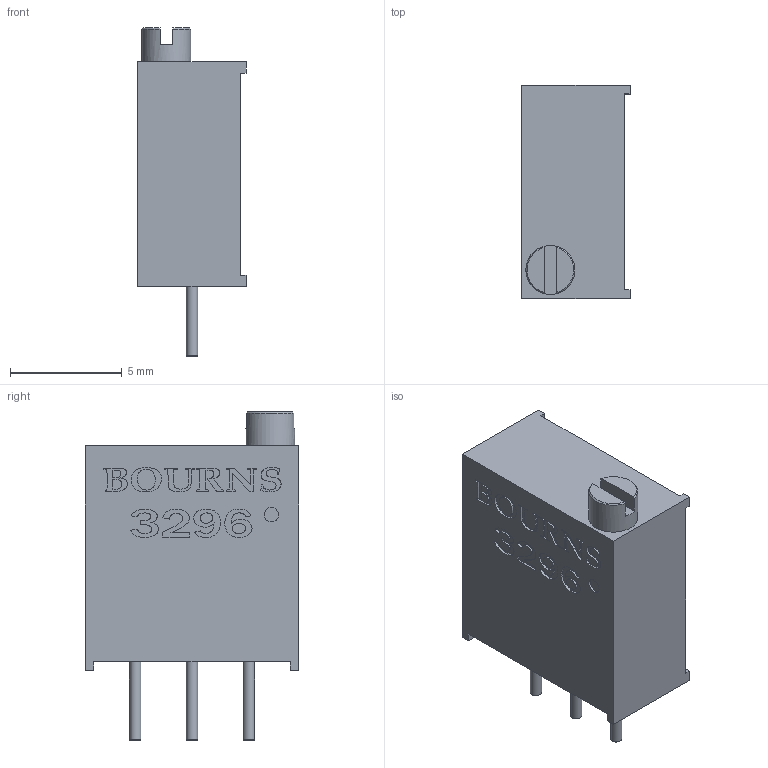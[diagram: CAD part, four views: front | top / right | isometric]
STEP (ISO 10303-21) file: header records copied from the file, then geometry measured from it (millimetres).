
FILE_DESCRIPTION(/* description */ (''),/* implementation_level */ '2;1');
FILE_NAME(/* name */ 'TRIMMER-3296.step',/* time_stamp */ '2019-10-30T10:47:10-05:00',/* author */ (''),/* organization */ (''),/* preprocessor_version */ 'ST-DEVELOPER v18',/* originating_system */ 'Autodesk Translation Framework v8.9.1.1155',/* authorisation */ '');
FILE_SCHEMA (('AUTOMOTIVE_DESIGN { 1 0 10303 214 3 1 1 }'));
Length unit declared in the file: millimetre
Products named in the file (1): TRIMMER-3296
Bounding box: 4.83 x 9.53 x 14.67 mm (x, y, z)
Volume: 429 mm3; surface area: 405.6 mm2
Topology: 1 solids, 1 shells, 330 faces, 933 edges, 625 vertices
Faces by surface type: bspline 180, plane 140, cylinder 5, cone 5
Full cylindrical faces by diameter (mm): 0.51 x3, 0.639 x1, 2.19 x1
Entity records: 18022 total; most frequent: CARTESIAN_POINT 10281, ORIENTED_EDGE 1866, EDGE_CURVE 933, DIRECTION 902, VERTEX_POINT 625, LINE 538, VECTOR 538, B_SPLINE_CURVE_WITH_KNOTS 364
